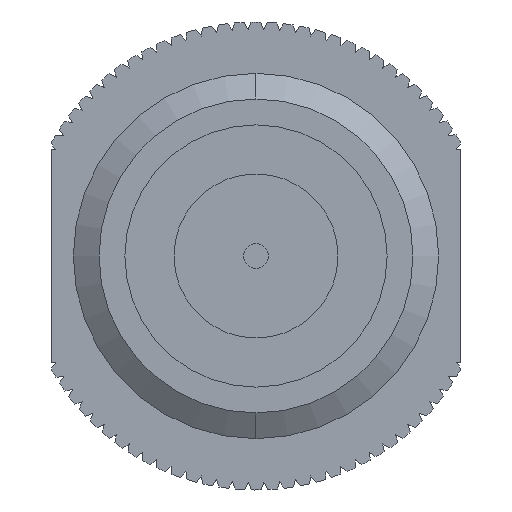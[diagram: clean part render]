
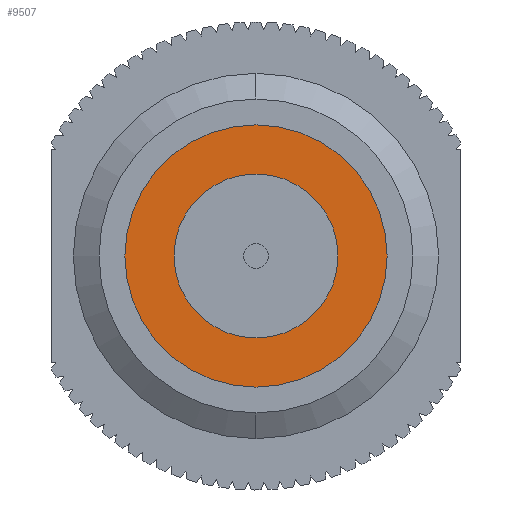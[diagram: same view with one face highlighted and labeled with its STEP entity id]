
A CAD part, left-side view. The second image highlights one B-rep face of the part: STEP entity #9507.
In plain terms, the highlighted planar face has unit normal (-1, 0, 0).
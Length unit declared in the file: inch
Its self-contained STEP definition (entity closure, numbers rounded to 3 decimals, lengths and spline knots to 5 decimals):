
#154 = CIRCLE ( 'NONE', #2197, 0.1 ) ;
#227 = EDGE_CURVE ( 'NONE', #5144, #2841, #4854, .T. ) ;
#332 = ORIENTED_EDGE ( 'NONE', *, *, #8378, .T. ) ;
#490 = CARTESIAN_POINT ( 'NONE',  ( 0.49561, 0., 0. ) ) ;
#707 = CIRCLE ( 'NONE', #3241, 0.16 ) ;
#839 = FACE_OUTER_BOUND ( 'NONE', #3874, .T. ) ;
#854 = CARTESIAN_POINT ( 'NONE',  ( 0.49561, 0., 0.1 ) ) ;
#1312 = CARTESIAN_POINT ( 'NONE',  ( 0.49561, 0., 0. ) ) ;
#1343 = DIRECTION ( 'NONE',  ( -1., 0., 0. ) ) ;
#1357 = ORIENTED_EDGE ( 'NONE', *, *, #227, .T. ) ;
#1965 = AXIS2_PLACEMENT_3D ( 'NONE', #1312, #4560, #7814 ) ;
#2026 = CARTESIAN_POINT ( 'NONE',  ( 0.49561, 0., -0.1 ) ) ;
#2166 = CARTESIAN_POINT ( 'NONE',  ( 0.49561, 0., -0.16 ) ) ;
#2179 = CARTESIAN_POINT ( 'NONE',  ( 0.49561, 0., 0. ) ) ;
#2197 = AXIS2_PLACEMENT_3D ( 'NONE', #8376, #3508, #4321 ) ;
#2449 = FACE_BOUND ( 'NONE', #8836, .T. ) ;
#2841 = VERTEX_POINT ( 'NONE', #2166 ) ;
#3241 = AXIS2_PLACEMENT_3D ( 'NONE', #2179, #6233, #8794 ) ;
#3508 = DIRECTION ( 'NONE',  ( -1., 0., 0. ) ) ;
#3874 = EDGE_LOOP ( 'NONE', ( #1357, #332 ) ) ;
#4138 = CARTESIAN_POINT ( 'NONE',  ( 0.49561, 0., -0.19149 ) ) ;
#4321 = DIRECTION ( 'NONE',  ( 0., 0., -1. ) ) ;
#4560 = DIRECTION ( 'NONE',  ( -1., 0., 0. ) ) ;
#4854 = CIRCLE ( 'NONE', #1965, 0.16 ) ;
#4882 = VERTEX_POINT ( 'NONE', #2026 ) ;
#5072 = ORIENTED_EDGE ( 'NONE', *, *, #5668, .F. ) ;
#5083 = AXIS2_PLACEMENT_3D ( 'NONE', #490, #1343, #9683 ) ;
#5144 = VERTEX_POINT ( 'NONE', #6911 ) ;
#5668 = EDGE_CURVE ( 'NONE', #7370, #4882, #6104, .T. ) ;
#5889 = EDGE_CURVE ( 'NONE', #4882, #7370, #154, .T. ) ;
#6104 = CIRCLE ( 'NONE', #5083, 0.1 ) ;
#6233 = DIRECTION ( 'NONE',  ( -1., 0., 0. ) ) ;
#6705 = DIRECTION ( 'NONE',  ( 0., 0., -1. ) ) ;
#6911 = CARTESIAN_POINT ( 'NONE',  ( 0.49561, 0., 0.16 ) ) ;
#7370 = VERTEX_POINT ( 'NONE', #854 ) ;
#7757 = ORIENTED_EDGE ( 'NONE', *, *, #5889, .F. ) ;
#7814 = DIRECTION ( 'NONE',  ( 0., 0., -1. ) ) ;
#8241 = DIRECTION ( 'NONE',  ( 1., 0., 0. ) ) ;
#8376 = CARTESIAN_POINT ( 'NONE',  ( 0.49561, 0., 0. ) ) ;
#8378 = EDGE_CURVE ( 'NONE', #2841, #5144, #707, .T. ) ;
#8794 = DIRECTION ( 'NONE',  ( 0., 0., -1. ) ) ;
#8836 = EDGE_LOOP ( 'NONE', ( #7757, #5072 ) ) ;
#9507 = ADVANCED_FACE ( 'NONE', ( #2449, #839 ), #10528, .F. ) ;
#9683 = DIRECTION ( 'NONE',  ( 0., 0., -1. ) ) ;
#9729 = AXIS2_PLACEMENT_3D ( 'NONE', #4138, #8241, #6705 ) ;
#10528 = PLANE ( 'NONE',  #9729 ) ;
